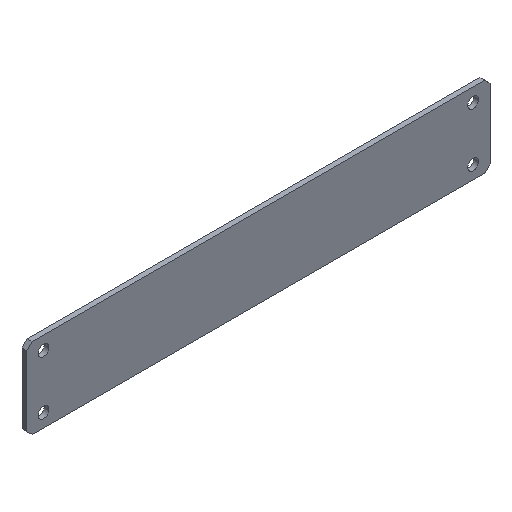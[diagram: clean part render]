
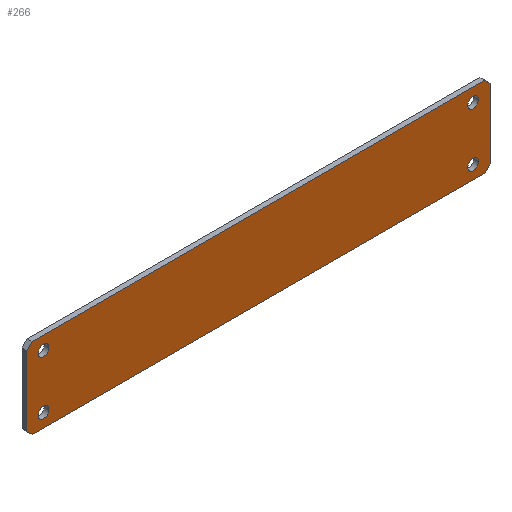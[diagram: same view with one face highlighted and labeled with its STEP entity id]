
A CAD part, isometric view. The second image highlights one B-rep face of the part: STEP entity #266.
In plain terms, the highlighted planar face has unit normal (0, -1, 0).
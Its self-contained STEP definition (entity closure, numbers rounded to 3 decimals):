
#17=LINE('',#411,#41);
#19=LINE('',#416,#43);
#25=LINE('',#429,#49);
#29=LINE('',#438,#53);
#35=LINE('',#446,#59);
#36=LINE('',#447,#60);
#37=LINE('',#448,#61);
#38=LINE('',#449,#62);
#41=VECTOR('',#343,1000.);
#43=VECTOR('',#347,1000.);
#49=VECTOR('',#355,1000.);
#53=VECTOR('',#361,1000.);
#59=VECTOR('',#371,1000.);
#60=VECTOR('',#372,1000.);
#61=VECTOR('',#373,1000.);
#62=VECTOR('',#374,1000.);
#68=PLANE('',#308);
#81=FACE_BOUND('',#117,.T.);
#82=FACE_BOUND('',#118,.T.);
#83=FACE_BOUND('',#119,.T.);
#84=FACE_BOUND('',#120,.T.);
#94=FACE_OUTER_BOUND('',#116,.T.);
#116=EDGE_LOOP('',(#225,#226,#227,#228,#229,#230,#231,#232));
#117=EDGE_LOOP('',(#233));
#118=EDGE_LOOP('',(#234));
#119=EDGE_LOOP('',(#235));
#120=EDGE_LOOP('',(#236));
#125=CIRCLE('',#292,2.54);
#127=CIRCLE('',#295,2.54);
#129=CIRCLE('',#298,2.54);
#131=CIRCLE('',#301,2.54);
#133=VERTEX_POINT('',#385);
#135=VERTEX_POINT('',#390);
#137=VERTEX_POINT('',#395);
#139=VERTEX_POINT('',#400);
#143=VERTEX_POINT('',#408);
#144=VERTEX_POINT('',#410);
#145=VERTEX_POINT('',#414);
#146=VERTEX_POINT('',#415);
#151=VERTEX_POINT('',#426);
#152=VERTEX_POINT('',#428);
#155=VERTEX_POINT('',#435);
#156=VERTEX_POINT('',#437);
#157=EDGE_CURVE('',#133,#133,#125,.T.);
#159=EDGE_CURVE('',#135,#135,#127,.T.);
#161=EDGE_CURVE('',#137,#137,#129,.T.);
#163=EDGE_CURVE('',#139,#139,#131,.T.);
#167=EDGE_CURVE('',#143,#144,#17,.T.);
#169=EDGE_CURVE('',#145,#146,#19,.T.);
#175=EDGE_CURVE('',#151,#152,#25,.T.);
#179=EDGE_CURVE('',#155,#156,#29,.T.);
#185=EDGE_CURVE('',#151,#146,#35,.T.);
#186=EDGE_CURVE('',#145,#144,#36,.T.);
#187=EDGE_CURVE('',#143,#156,#37,.T.);
#188=EDGE_CURVE('',#155,#152,#38,.T.);
#225=ORIENTED_EDGE('',*,*,#175,.F.);
#226=ORIENTED_EDGE('',*,*,#185,.T.);
#227=ORIENTED_EDGE('',*,*,#169,.F.);
#228=ORIENTED_EDGE('',*,*,#186,.T.);
#229=ORIENTED_EDGE('',*,*,#167,.F.);
#230=ORIENTED_EDGE('',*,*,#187,.T.);
#231=ORIENTED_EDGE('',*,*,#179,.F.);
#232=ORIENTED_EDGE('',*,*,#188,.T.);
#233=ORIENTED_EDGE('',*,*,#157,.T.);
#234=ORIENTED_EDGE('',*,*,#159,.T.);
#235=ORIENTED_EDGE('',*,*,#161,.T.);
#236=ORIENTED_EDGE('',*,*,#163,.T.);
#266=ADVANCED_FACE('',(#94,#81,#82,#83,#84),#68,.T.);
#292=AXIS2_PLACEMENT_3D('',#386,#317,#318);
#295=AXIS2_PLACEMENT_3D('',#391,#323,#324);
#298=AXIS2_PLACEMENT_3D('',#396,#329,#330);
#301=AXIS2_PLACEMENT_3D('',#401,#335,#336);
#308=AXIS2_PLACEMENT_3D('',#445,#369,#370);
#317=DIRECTION('center_axis',(0.,1.,0.));
#318=DIRECTION('ref_axis',(0.,0.,1.));
#323=DIRECTION('center_axis',(0.,1.,0.));
#324=DIRECTION('ref_axis',(0.,0.,1.));
#329=DIRECTION('center_axis',(0.,1.,0.));
#330=DIRECTION('ref_axis',(0.,0.,1.));
#335=DIRECTION('center_axis',(0.,1.,0.));
#336=DIRECTION('ref_axis',(0.,0.,1.));
#343=DIRECTION('',(0.,0.,-1.));
#347=DIRECTION('',(-1.,0.,0.));
#355=DIRECTION('',(0.,0.,1.));
#361=DIRECTION('',(1.,0.,0.));
#369=DIRECTION('center_axis',(0.,-1.,0.));
#370=DIRECTION('ref_axis',(0.,0.,-1.));
#371=DIRECTION('',(0.707,0.,-0.707));
#372=DIRECTION('',(0.707,0.,0.707));
#373=DIRECTION('',(-0.707,0.,0.707));
#374=DIRECTION('',(-0.707,0.,-0.707));
#385=CARTESIAN_POINT('',(-101.6,0.,15.24));
#386=CARTESIAN_POINT('Origin',(-101.6,0.,12.7));
#390=CARTESIAN_POINT('',(101.6,0.,15.24));
#391=CARTESIAN_POINT('Origin',(101.6,0.,12.7));
#395=CARTESIAN_POINT('',(101.6,0.,-10.16));
#396=CARTESIAN_POINT('Origin',(101.6,0.,-12.7));
#400=CARTESIAN_POINT('',(-101.6,0.,-10.16));
#401=CARTESIAN_POINT('Origin',(-101.6,0.,-12.7));
#408=CARTESIAN_POINT('',(109.538,0.,16.51));
#410=CARTESIAN_POINT('',(109.538,0.,-16.51));
#411=CARTESIAN_POINT('',(109.538,0.,19.05));
#414=CARTESIAN_POINT('',(106.998,0.,-19.05));
#415=CARTESIAN_POINT('',(-106.998,0.,-19.05));
#416=CARTESIAN_POINT('',(-109.538,0.,-19.05));
#426=CARTESIAN_POINT('',(-109.538,0.,-16.51));
#428=CARTESIAN_POINT('',(-109.538,0.,16.51));
#429=CARTESIAN_POINT('',(-109.538,0.,19.05));
#435=CARTESIAN_POINT('',(-106.998,0.,19.05));
#437=CARTESIAN_POINT('',(106.998,0.,19.05));
#438=CARTESIAN_POINT('',(-109.538,0.,19.05));
#445=CARTESIAN_POINT('Origin',(0.,0.,0.));
#446=CARTESIAN_POINT('',(-63.024,0.,-63.024));
#447=CARTESIAN_POINT('',(63.024,0.,-63.024));
#448=CARTESIAN_POINT('',(63.024,0.,63.024));
#449=CARTESIAN_POINT('',(-63.024,0.,63.024));
